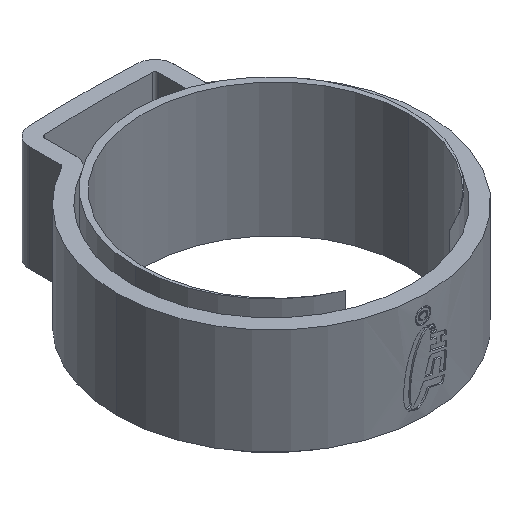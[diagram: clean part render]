
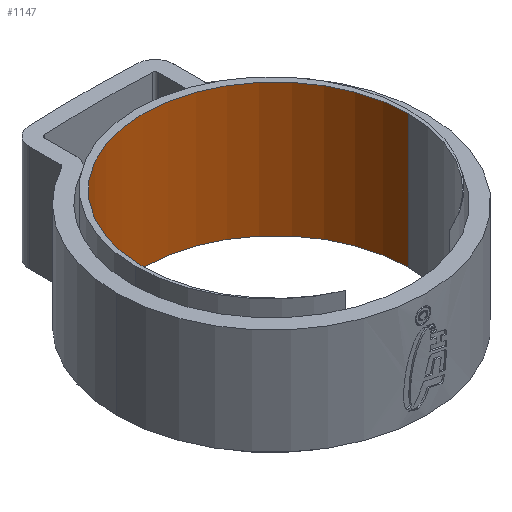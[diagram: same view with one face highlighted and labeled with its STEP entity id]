
A CAD part, isometric view. The second image highlights one B-rep face of the part: STEP entity #1147.
In plain terms, the highlighted cylindrical face has radius 8.76 mm (diameter 17.52 mm), a partial arc.
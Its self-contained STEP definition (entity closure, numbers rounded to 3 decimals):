
#427 = CARTESIAN_POINT ( 'NONE',  ( 0., -0.26, 4.4 ) ) ;
#816 = VERTEX_POINT ( 'NONE', #3282 ) ;
#819 = CARTESIAN_POINT ( 'NONE',  ( 0., -0.26, 4.4 ) ) ;
#844 = FACE_OUTER_BOUND ( 'NONE', #899, .T. ) ;
#890 = DIRECTION ( 'NONE',  ( 0., 0., -1. ) ) ;
#899 = EDGE_LOOP ( 'NONE', ( #3622, #3738, #2511, #5127 ) ) ;
#976 = CARTESIAN_POINT ( 'NONE',  ( 8.76, -0.26, -4.4 ) ) ;
#1147 = ADVANCED_FACE ( 'NONE', ( #844 ), #4189, .F. ) ;
#1187 = CIRCLE ( 'NONE', #2561, 8.76 ) ;
#1192 = AXIS2_PLACEMENT_3D ( 'NONE', #427, #890, #2106 ) ;
#1530 = CARTESIAN_POINT ( 'NONE',  ( -8.76, -0.26, 4.4 ) ) ;
#1871 = VECTOR ( 'NONE', #2395, 1000. ) ;
#1948 = EDGE_CURVE ( 'NONE', #3652, #4431, #3367, .T. ) ;
#1979 = AXIS2_PLACEMENT_3D ( 'NONE', #819, #5364, #5014 ) ;
#2106 = DIRECTION ( 'NONE',  ( -1., 0., 0. ) ) ;
#2229 = DIRECTION ( 'NONE',  ( 0., 0., -1. ) ) ;
#2363 = LINE ( 'NONE', #1530, #1871 ) ;
#2395 = DIRECTION ( 'NONE',  ( 0., 0., -1. ) ) ;
#2511 = ORIENTED_EDGE ( 'NONE', *, *, #3931, .T. ) ;
#2523 = CARTESIAN_POINT ( 'NONE',  ( 8.76, -0.26, 4.4 ) ) ;
#2561 = AXIS2_PLACEMENT_3D ( 'NONE', #5288, #3173, #4860 ) ;
#3131 = CARTESIAN_POINT ( 'NONE',  ( 8.76, -0.26, 4.4 ) ) ;
#3173 = DIRECTION ( 'NONE',  ( 0., 0., -1. ) ) ;
#3209 = EDGE_CURVE ( 'NONE', #816, #5291, #1187, .T. ) ;
#3282 = CARTESIAN_POINT ( 'NONE',  ( -8.76, -0.26, -4.4 ) ) ;
#3367 = CIRCLE ( 'NONE', #1979, 8.76 ) ;
#3537 = VECTOR ( 'NONE', #2229, 1000. ) ;
#3622 = ORIENTED_EDGE ( 'NONE', *, *, #4208, .F. ) ;
#3652 = VERTEX_POINT ( 'NONE', #3700 ) ;
#3700 = CARTESIAN_POINT ( 'NONE',  ( -8.76, -0.26, 4.4 ) ) ;
#3738 = ORIENTED_EDGE ( 'NONE', *, *, #1948, .F. ) ;
#3931 = EDGE_CURVE ( 'NONE', #3652, #816, #2363, .T. ) ;
#4189 = CYLINDRICAL_SURFACE ( 'NONE', #1192, 8.76 ) ;
#4208 = EDGE_CURVE ( 'NONE', #4431, #5291, #4791, .T. ) ;
#4431 = VERTEX_POINT ( 'NONE', #2523 ) ;
#4791 = LINE ( 'NONE', #3131, #3537 ) ;
#4860 = DIRECTION ( 'NONE',  ( 1., 0., 0. ) ) ;
#5014 = DIRECTION ( 'NONE',  ( 1., 0., 0. ) ) ;
#5127 = ORIENTED_EDGE ( 'NONE', *, *, #3209, .T. ) ;
#5288 = CARTESIAN_POINT ( 'NONE',  ( 0., -0.26, -4.4 ) ) ;
#5291 = VERTEX_POINT ( 'NONE', #976 ) ;
#5364 = DIRECTION ( 'NONE',  ( 0., 0., -1. ) ) ;
